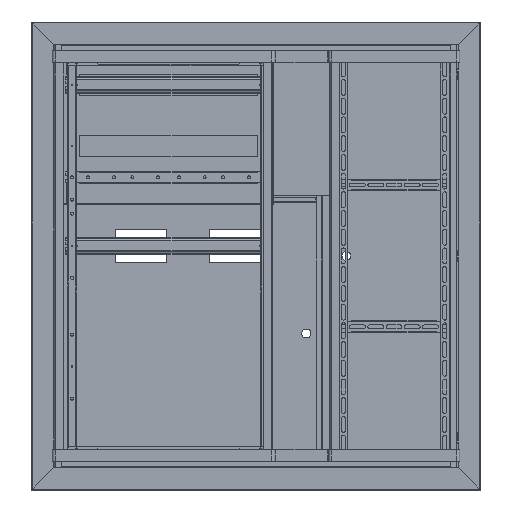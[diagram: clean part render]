
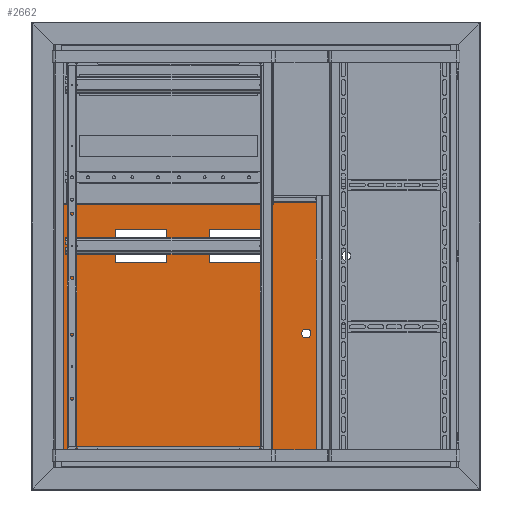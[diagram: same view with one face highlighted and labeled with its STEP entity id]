
A CAD part, top view. The second image highlights one B-rep face of the part: STEP entity #2662.
In plain terms, the highlighted planar face has unit normal (0, 0, 1).
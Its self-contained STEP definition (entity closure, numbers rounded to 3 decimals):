
#2662=ADVANCED_FACE('',(#13642,#13644,#13646,#13648,#13650,#13652,#13654),#13656,
.T.);
#13642=FACE_BOUND('',#13643,.T.);
#13643=EDGE_LOOP('',(#24922,#24923,#24924,#24925));
#13644=FACE_BOUND('',#13645,.T.);
#13645=EDGE_LOOP('',(#24926));
#13646=FACE_BOUND('',#13647,.T.);
#13647=EDGE_LOOP('',(#24927,#24928,#24929,#24930));
#13648=FACE_BOUND('',#13649,.T.);
#13649=EDGE_LOOP('',(#24931,#24932,#24933,#24934));
#13650=FACE_BOUND('',#13651,.T.);
#13651=EDGE_LOOP('',(#24935,#24936,#24937,#24938));
#13652=FACE_BOUND('',#13653,.T.);
#13653=EDGE_LOOP('',(#24939,#24940,#24941,#24942));
#13654=FACE_BOUND('',#13655,.T.);
#13655=EDGE_LOOP('',(#24943,#24944,#24945,#24946));
#13656=PLANE('',#13657);
#13657=AXIS2_PLACEMENT_3D('',#13658,#13659,#13660);
#13658=CARTESIAN_POINT('',(0.,0.,1.));
#13659=DIRECTION('',(0.,0.,1.));
#13660=DIRECTION('',(1.,0.,0.));
#24922=ORIENTED_EDGE('',*,*,#30770,.F.);
#24923=ORIENTED_EDGE('',*,*,#30771,.F.);
#24924=ORIENTED_EDGE('',*,*,#30772,.F.);
#24925=ORIENTED_EDGE('',*,*,#30773,.F.);
#24926=ORIENTED_EDGE('',*,*,#30774,.T.);
#24927=ORIENTED_EDGE('',*,*,#30775,.T.);
#24928=ORIENTED_EDGE('',*,*,#30776,.T.);
#24929=ORIENTED_EDGE('',*,*,#30777,.T.);
#24930=ORIENTED_EDGE('',*,*,#30778,.T.);
#24931=ORIENTED_EDGE('',*,*,#30779,.F.);
#24932=ORIENTED_EDGE('',*,*,#30780,.F.);
#24933=ORIENTED_EDGE('',*,*,#30781,.F.);
#24934=ORIENTED_EDGE('',*,*,#30782,.F.);
#24935=ORIENTED_EDGE('',*,*,#30783,.F.);
#24936=ORIENTED_EDGE('',*,*,#30784,.F.);
#24937=ORIENTED_EDGE('',*,*,#30785,.F.);
#24938=ORIENTED_EDGE('',*,*,#30786,.F.);
#24939=ORIENTED_EDGE('',*,*,#30787,.F.);
#24940=ORIENTED_EDGE('',*,*,#30788,.F.);
#24941=ORIENTED_EDGE('',*,*,#30789,.F.);
#24942=ORIENTED_EDGE('',*,*,#30790,.F.);
#24943=ORIENTED_EDGE('',*,*,#30791,.T.);
#24944=ORIENTED_EDGE('',*,*,#30792,.T.);
#24945=ORIENTED_EDGE('',*,*,#30793,.T.);
#24946=ORIENTED_EDGE('',*,*,#30794,.T.);
#30770=EDGE_CURVE('',#33694,#33695,#33696,.T.);
#30771=EDGE_CURVE('',#33697,#33694,#33698,.T.);
#30772=EDGE_CURVE('',#33699,#33697,#33700,.T.);
#30773=EDGE_CURVE('',#33695,#33699,#33701,.T.);
#30774=EDGE_CURVE('',#33702,#33702,#33703,.T.);
#30775=EDGE_CURVE('',#33704,#33705,#33706,.T.);
#30776=EDGE_CURVE('',#33705,#33707,#33708,.F.);
#30777=EDGE_CURVE('',#33707,#33709,#33710,.T.);
#30778=EDGE_CURVE('',#33709,#33704,#33711,.F.);
#30779=EDGE_CURVE('',#33712,#33713,#33714,.T.);
#30780=EDGE_CURVE('',#33715,#33712,#33716,.T.);
#30781=EDGE_CURVE('',#33717,#33715,#33718,.T.);
#30782=EDGE_CURVE('',#33713,#33717,#33719,.T.);
#30783=EDGE_CURVE('',#33720,#33721,#33722,.T.);
#30784=EDGE_CURVE('',#33723,#33720,#33724,.T.);
#30785=EDGE_CURVE('',#33725,#33723,#33726,.T.);
#30786=EDGE_CURVE('',#33721,#33725,#33727,.T.);
#30787=EDGE_CURVE('',#33728,#33729,#33730,.T.);
#30788=EDGE_CURVE('',#33731,#33728,#33732,.T.);
#30789=EDGE_CURVE('',#33733,#33731,#33734,.T.);
#30790=EDGE_CURVE('',#33729,#33733,#33735,.T.);
#30791=EDGE_CURVE('',#33736,#33737,#33738,.T.);
#30792=EDGE_CURVE('',#33737,#33739,#33740,.F.);
#30793=EDGE_CURVE('',#33739,#33741,#33742,.T.);
#30794=EDGE_CURVE('',#33741,#33736,#33743,.F.);
#33694=VERTEX_POINT('',#38418);
#33695=VERTEX_POINT('',#38419);
#33696=LINE('',#38420,#38421);
#33697=VERTEX_POINT('',#38423);
#33698=LINE('',#38424,#38425);
#33699=VERTEX_POINT('',#38427);
#33700=LINE('',#38428,#38429);
#33701=LINE('',#38431,#38432);
#33702=VERTEX_POINT('',#38434);
#33703=CIRCLE('',#38435,3.5);
#33704=VERTEX_POINT('',#38439);
#33705=VERTEX_POINT('',#38440);
#33706=LINE('',#38441,#38442);
#33707=VERTEX_POINT('',#38444);
#33708=LINE('',#38445,#38446);
#33709=VERTEX_POINT('',#38448);
#33710=LINE('',#38449,#38450);
#33711=LINE('',#38452,#38453);
#33712=VERTEX_POINT('',#38455);
#33713=VERTEX_POINT('',#38456);
#33714=LINE('',#38457,#38458);
#33715=VERTEX_POINT('',#38460);
#33716=CIRCLE('',#38461,9.75);
#33717=VERTEX_POINT('',#38465);
#33718=LINE('',#38466,#38467);
#33719=CIRCLE('',#38469,9.75);
#33720=VERTEX_POINT('',#38473);
#33721=VERTEX_POINT('',#38474);
#33722=LINE('',#38475,#38476);
#33723=VERTEX_POINT('',#38478);
#33724=LINE('',#38479,#38480);
#33725=VERTEX_POINT('',#38482);
#33726=LINE('',#38483,#38484);
#33727=LINE('',#38486,#38487);
#33728=VERTEX_POINT('',#38489);
#33729=VERTEX_POINT('',#38490);
#33730=LINE('',#38491,#38492);
#33731=VERTEX_POINT('',#38494);
#33732=LINE('',#38495,#38496);
#33733=VERTEX_POINT('',#38498);
#33734=LINE('',#38499,#38500);
#33735=LINE('',#38502,#38503);
#33736=VERTEX_POINT('',#38505);
#33737=VERTEX_POINT('',#38506);
#33738=LINE('',#38507,#38508);
#33739=VERTEX_POINT('',#38510);
#33740=LINE('',#38511,#38512);
#33741=VERTEX_POINT('',#38514);
#33742=LINE('',#38515,#38516);
#33743=LINE('',#38518,#38519);
#38418=CARTESIAN_POINT('',(135.5,-385.5,1.));
#38419=CARTESIAN_POINT('',(135.5,-945.5,1.));
#38420=CARTESIAN_POINT('',(135.5,-385.5,1.));
#38421=VECTOR('',#38422,1.);
#38422=DIRECTION('',(0.,-1.,0.));
#38423=CARTESIAN_POINT('',(-425.5,-385.5,1.));
#38424=CARTESIAN_POINT('',(-425.5,-385.5,1.));
#38425=VECTOR('',#38426,1.);
#38426=DIRECTION('',(1.,0.,0.));
#38427=CARTESIAN_POINT('',(-425.5,-945.5,1.));
#38428=CARTESIAN_POINT('',(-425.5,-945.5,1.));
#38429=VECTOR('',#38430,1.);
#38430=DIRECTION('',(0.,1.,0.));
#38431=CARTESIAN_POINT('',(135.5,-945.5,1.));
#38432=VECTOR('',#38433,1.);
#38433=DIRECTION('',(-1.,0.,0.));
#38434=CARTESIAN_POINT('',(-387.073,-917.079,1.));
#38435=AXIS2_PLACEMENT_3D('',#38436,#38437,#38438);
#38436=CARTESIAN_POINT('',(-387.073,-913.579,1.));
#38437=DIRECTION('',(0.,0.,-1.));
#38438=DIRECTION('',(0.,-1.,0.));
#38439=CARTESIAN_POINT('',(-416.015,-895.114,1.));
#38440=CARTESIAN_POINT('',(-425.015,-895.114,1.));
#38441=CARTESIAN_POINT('',(-416.015,-895.114,1.));
#38442=VECTOR('',#38443,1.);
#38443=DIRECTION('',(-1.,0.,0.));
#38444=CARTESIAN_POINT('',(-425.015,-876.114,1.));
#38445=CARTESIAN_POINT('',(-425.015,-876.114,1.));
#38446=VECTOR('',#38447,1.);
#38447=DIRECTION('',(0.,-1.,0.));
#38448=CARTESIAN_POINT('',(-416.015,-876.114,1.));
#38449=CARTESIAN_POINT('',(-425.015,-876.114,1.));
#38450=VECTOR('',#38451,1.);
#38451=DIRECTION('',(1.,0.,0.));
#38452=CARTESIAN_POINT('',(-416.015,-895.114,1.));
#38453=VECTOR('',#38454,1.);
#38454=DIRECTION('',(0.,1.,0.));
#38455=CARTESIAN_POINT('',(102.724,-674.,1.));
#38456=CARTESIAN_POINT('',(112.276,-674.,1.));
#38457=CARTESIAN_POINT('',(102.724,-674.,1.));
#38458=VECTOR('',#38459,1.);
#38459=DIRECTION('',(1.,0.,0.));
#38460=CARTESIAN_POINT('',(102.724,-657.,1.));
#38461=AXIS2_PLACEMENT_3D('',#38462,#38463,#38464);
#38462=CARTESIAN_POINT('',(107.5,-665.5,1.));
#38463=DIRECTION('',(0.,0.,1.));
#38464=DIRECTION('',(-0.49,0.872,0.));
#38465=CARTESIAN_POINT('',(112.276,-657.,1.));
#38466=CARTESIAN_POINT('',(112.276,-657.,1.));
#38467=VECTOR('',#38468,1.);
#38468=DIRECTION('',(-1.,0.,0.));
#38469=AXIS2_PLACEMENT_3D('',#38470,#38471,#38472);
#38470=CARTESIAN_POINT('',(107.5,-665.5,1.));
#38471=DIRECTION('',(0.,0.,1.));
#38472=DIRECTION('',(0.49,-0.872,0.));
#38473=CARTESIAN_POINT('',(-100.3,-442.7,1.));
#38474=CARTESIAN_POINT('',(-100.3,-514.3,1.));
#38475=CARTESIAN_POINT('',(-100.3,-442.7,1.));
#38476=VECTOR('',#38477,1.);
#38477=DIRECTION('',(0.,-1.,0.));
#38478=CARTESIAN_POINT('',(9.3,-442.7,1.));
#38479=CARTESIAN_POINT('',(9.3,-442.7,1.));
#38480=VECTOR('',#38481,1.);
#38481=DIRECTION('',(-1.,0.,0.));
#38482=CARTESIAN_POINT('',(9.3,-514.3,1.));
#38483=CARTESIAN_POINT('',(9.3,-514.3,1.));
#38484=VECTOR('',#38485,1.);
#38485=DIRECTION('',(0.,1.,0.));
#38486=CARTESIAN_POINT('',(-100.3,-514.3,1.));
#38487=VECTOR('',#38488,1.);
#38488=DIRECTION('',(1.,0.,0.));
#38489=CARTESIAN_POINT('',(-300.3,-514.3,1.));
#38490=CARTESIAN_POINT('',(-190.7,-514.3,1.));
#38491=CARTESIAN_POINT('',(-300.3,-514.3,1.));
#38492=VECTOR('',#38493,1.);
#38493=DIRECTION('',(1.,0.,0.));
#38494=CARTESIAN_POINT('',(-300.3,-442.7,1.));
#38495=CARTESIAN_POINT('',(-300.3,-442.7,1.));
#38496=VECTOR('',#38497,1.);
#38497=DIRECTION('',(0.,-1.,0.));
#38498=CARTESIAN_POINT('',(-190.7,-442.7,1.));
#38499=CARTESIAN_POINT('',(-190.7,-442.7,1.));
#38500=VECTOR('',#38501,1.);
#38501=DIRECTION('',(-1.,0.,0.));
#38502=CARTESIAN_POINT('',(-190.7,-514.3,1.));
#38503=VECTOR('',#38504,1.);
#38504=DIRECTION('',(0.,1.,0.));
#38505=CARTESIAN_POINT('',(-416.015,-454.,1.));
#38506=CARTESIAN_POINT('',(-425.015,-454.,1.));
#38507=CARTESIAN_POINT('',(-416.015,-454.,1.));
#38508=VECTOR('',#38509,1.);
#38509=DIRECTION('',(-1.,0.,0.));
#38510=CARTESIAN_POINT('',(-425.015,-435.,1.));
#38511=CARTESIAN_POINT('',(-425.015,-435.,1.));
#38512=VECTOR('',#38513,1.);
#38513=DIRECTION('',(0.,-1.,0.));
#38514=CARTESIAN_POINT('',(-416.015,-435.,1.));
#38515=CARTESIAN_POINT('',(-425.015,-435.,1.));
#38516=VECTOR('',#38517,1.);
#38517=DIRECTION('',(1.,0.,0.));
#38518=CARTESIAN_POINT('',(-416.015,-454.,1.));
#38519=VECTOR('',#38520,1.);
#38520=DIRECTION('',(0.,1.,0.));
